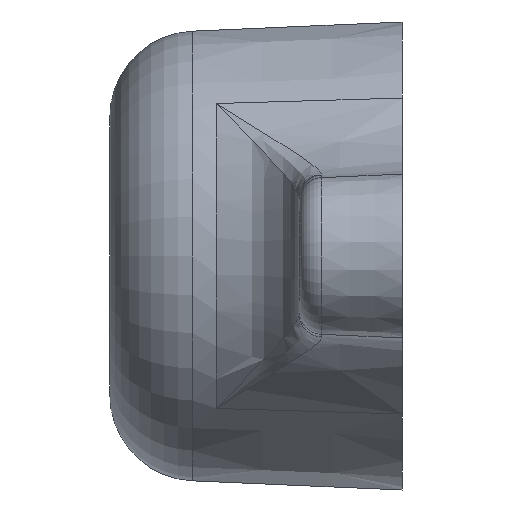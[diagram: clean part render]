
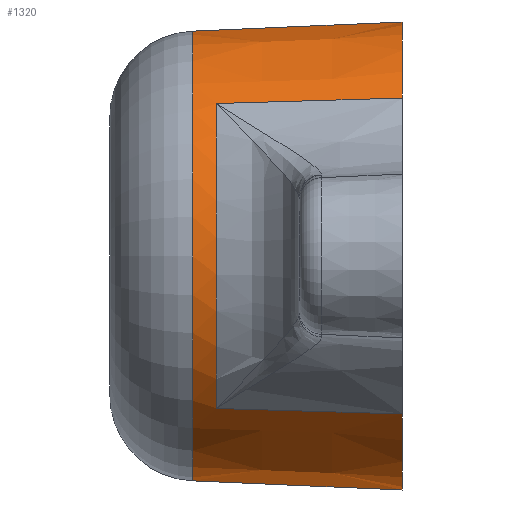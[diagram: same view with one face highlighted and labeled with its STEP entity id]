
A CAD part, left-side view. The second image highlights one B-rep face of the part: STEP entity #1320.
In plain terms, the highlighted conical face has half-angle 2.5 degrees and reference radius 12.7 mm.
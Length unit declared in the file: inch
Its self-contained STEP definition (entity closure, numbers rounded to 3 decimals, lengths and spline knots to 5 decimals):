
#2 = ORIENTED_EDGE ( 'NONE', *, *, #767, .T. ) ;
#6 = DIRECTION ( 'NONE',  ( 0., 1., 0. ) ) ;
#18 = AXIS2_PLACEMENT_3D ( 'NONE', #2453, #2012, #1832 ) ;
#21 = ORIENTED_EDGE ( 'NONE', *, *, #427, .F. ) ;
#55 = CARTESIAN_POINT ( 'NONE',  ( 0., 0.44807, 0. ) ) ;
#58 = CARTESIAN_POINT ( 'NONE',  ( -0.36891, 0., 0.3375 ) ) ;
#102 = CARTESIAN_POINT ( 'NONE',  ( 0., 0., -0.5 ) ) ;
#103 = CIRCLE ( 'NONE', #18, 0.48267 ) ;
#106 = ORIENTED_EDGE ( 'NONE', *, *, #575, .T. ) ;
#132 = ORIENTED_EDGE ( 'NONE', *, *, #1695, .T. ) ;
#231 = DIRECTION ( 'NONE',  ( 0., 0., -1. ) ) ;
#270 = VECTOR ( 'NONE', #800, 39.37008 ) ;
#274 = CIRCLE ( 'NONE', #1081, 0.5 ) ;
#312 = CIRCLE ( 'NONE', #1332, 0.5 ) ;
#349 = EDGE_LOOP ( 'NONE', ( #2187, #1322, #1686, #132, #2, #106, #982, #21 ) ) ;
#426 = EDGE_CURVE ( 'NONE', #1747, #2351, #274, .T. ) ;
#427 = EDGE_CURVE ( 'NONE', #1462, #2351, #641, .T. ) ;
#430 = DIRECTION ( 'NONE',  ( 0., -1., 0. ) ) ;
#432 = DIRECTION ( 'NONE',  ( 0., -0.999, 0.044 ) ) ;
#471 = LINE ( 'NONE', #1286, #488 ) ;
#488 = VECTOR ( 'NONE', #1707, 39.37008 ) ;
#493 = EDGE_CURVE ( 'NONE', #1894, #1903, #471, .T. ) ;
#575 = EDGE_CURVE ( 'NONE', #829, #1747, #1476, .T. ) ;
#639 = DIRECTION ( 'NONE',  ( 0., 0., 1. ) ) ;
#641 = LINE ( 'NONE', #1222, #995 ) ;
#749 = VERTEX_POINT ( 'NONE', #803 ) ;
#767 = EDGE_CURVE ( 'NONE', #749, #829, #103, .T. ) ;
#800 = DIRECTION ( 'NONE',  ( 0.032, 0.999, 0.029 ) ) ;
#803 = CARTESIAN_POINT ( 'NONE',  ( -0.35612, 0.39693, -0.3258 ) ) ;
#829 = VERTEX_POINT ( 'NONE', #2388 ) ;
#882 = CARTESIAN_POINT ( 'NONE',  ( -0.36891, 0., -0.3375 ) ) ;
#982 = ORIENTED_EDGE ( 'NONE', *, *, #426, .T. ) ;
#984 = CARTESIAN_POINT ( 'NONE',  ( -0.36891, 0., -0.3375 ) ) ;
#995 = VECTOR ( 'NONE', #432, 39.37008 ) ;
#1074 = CARTESIAN_POINT ( 'NONE',  ( -0.36891, 0., 0.3375 ) ) ;
#1081 = AXIS2_PLACEMENT_3D ( 'NONE', #2228, #1274, #2446 ) ;
#1222 = CARTESIAN_POINT ( 'NONE',  ( 0., 0., 0.5 ) ) ;
#1274 = DIRECTION ( 'NONE',  ( 0., 1., 0. ) ) ;
#1286 = CARTESIAN_POINT ( 'NONE',  ( 0., 0., -0.5 ) ) ;
#1320 = ADVANCED_FACE ( 'NONE', ( #2178 ), #1659, .T. ) ;
#1322 = ORIENTED_EDGE ( 'NONE', *, *, #493, .T. ) ;
#1332 = AXIS2_PLACEMENT_3D ( 'NONE', #2015, #6, #639 ) ;
#1337 = CARTESIAN_POINT ( 'NONE',  ( 0., 0., 0. ) ) ;
#1358 = DIRECTION ( 'NONE',  ( 0., -1., 0. ) ) ;
#1451 = AXIS2_PLACEMENT_3D ( 'NONE', #1337, #1358, #1963 ) ;
#1462 = VERTEX_POINT ( 'NONE', #1639 ) ;
#1476 = LINE ( 'NONE', #58, #2333 ) ;
#1502 = DIRECTION ( 'NONE',  ( -0.032, -0.999, 0.029 ) ) ;
#1518 = CARTESIAN_POINT ( 'NONE',  ( 0., 0.44807, -0.48044 ) ) ;
#1569 = LINE ( 'NONE', #984, #270 ) ;
#1617 = AXIS2_PLACEMENT_3D ( 'NONE', #55, #430, #231 ) ;
#1639 = CARTESIAN_POINT ( 'NONE',  ( 0., 0.44807, 0.48044 ) ) ;
#1659 = CONICAL_SURFACE ( 'NONE', #1451, 0.5, 0.044 ) ;
#1686 = ORIENTED_EDGE ( 'NONE', *, *, #2370, .T. ) ;
#1695 = EDGE_CURVE ( 'NONE', #1935, #749, #1569, .T. ) ;
#1707 = DIRECTION ( 'NONE',  ( 0., -0.999, -0.044 ) ) ;
#1747 = VERTEX_POINT ( 'NONE', #1074 ) ;
#1832 = DIRECTION ( 'NONE',  ( 0., 0., 1. ) ) ;
#1894 = VERTEX_POINT ( 'NONE', #1518 ) ;
#1903 = VERTEX_POINT ( 'NONE', #102 ) ;
#1935 = VERTEX_POINT ( 'NONE', #882 ) ;
#1963 = DIRECTION ( 'NONE',  ( 0., 0., 1. ) ) ;
#2012 = DIRECTION ( 'NONE',  ( 0., 1., 0. ) ) ;
#2015 = CARTESIAN_POINT ( 'NONE',  ( 0., 0., 0. ) ) ;
#2178 = FACE_OUTER_BOUND ( 'NONE', #349, .T. ) ;
#2187 = ORIENTED_EDGE ( 'NONE', *, *, #2376, .T. ) ;
#2228 = CARTESIAN_POINT ( 'NONE',  ( 0., 0., 0. ) ) ;
#2237 = CIRCLE ( 'NONE', #1617, 0.48044 ) ;
#2239 = CARTESIAN_POINT ( 'NONE',  ( 0., 0., 0.5 ) ) ;
#2333 = VECTOR ( 'NONE', #1502, 39.37008 ) ;
#2351 = VERTEX_POINT ( 'NONE', #2239 ) ;
#2370 = EDGE_CURVE ( 'NONE', #1903, #1935, #312, .T. ) ;
#2376 = EDGE_CURVE ( 'NONE', #1462, #1894, #2237, .T. ) ;
#2388 = CARTESIAN_POINT ( 'NONE',  ( -0.35612, 0.39693, 0.3258 ) ) ;
#2446 = DIRECTION ( 'NONE',  ( 0., 0., 1. ) ) ;
#2453 = CARTESIAN_POINT ( 'NONE',  ( 0., 0.39693, 0. ) ) ;
